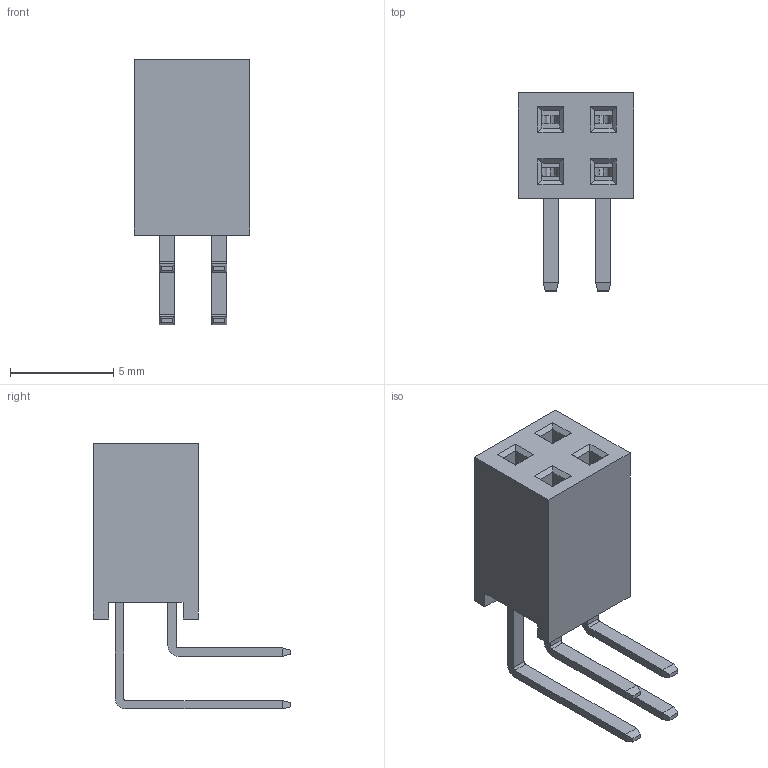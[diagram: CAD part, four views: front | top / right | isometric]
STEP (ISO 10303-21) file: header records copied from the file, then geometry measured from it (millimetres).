
FILE_DESCRIPTION(('STEP AP214'),'1');
FILE_NAME('613004243121.stp','2016-05-24T10:07:01',('TraceParts'),('TraceParts S.A.'),'Spatial InterOp 3D',' ',' ');
FILE_SCHEMA(('automotive_design'));
Length unit declared in the file: millimetre
Products named in the file (5): Assem1|613004243121#613004243121;613004243121; Assem1|6130xx243121_PIN#6130xx243121_PIN;6130xx243121_PIN; Assem1|6130xx243121_PIN_G#6130xx243121_PIN_G;6130xx243121_PIN_G
Bounding box: 5.58 x 9.55 x 12.84 mm (x, y, z)
Volume: 215 mm3; surface area: 591.8 mm2
Topology: 5 solids, 5 shells, 198 faces, 532 edges, 344 vertices
Faces by surface type: plane 174, cylinder 16, extrusion 8
Entity records: 7816 total; most frequent: CARTESIAN_POINT 1199, ORIENTED_EDGE 1064, DIRECTION 946, EDGE_CURVE 532, VECTOR 492, LINE 484, VERTEX_POINT 344, AXIS2_PLACEMENT_3D 227
